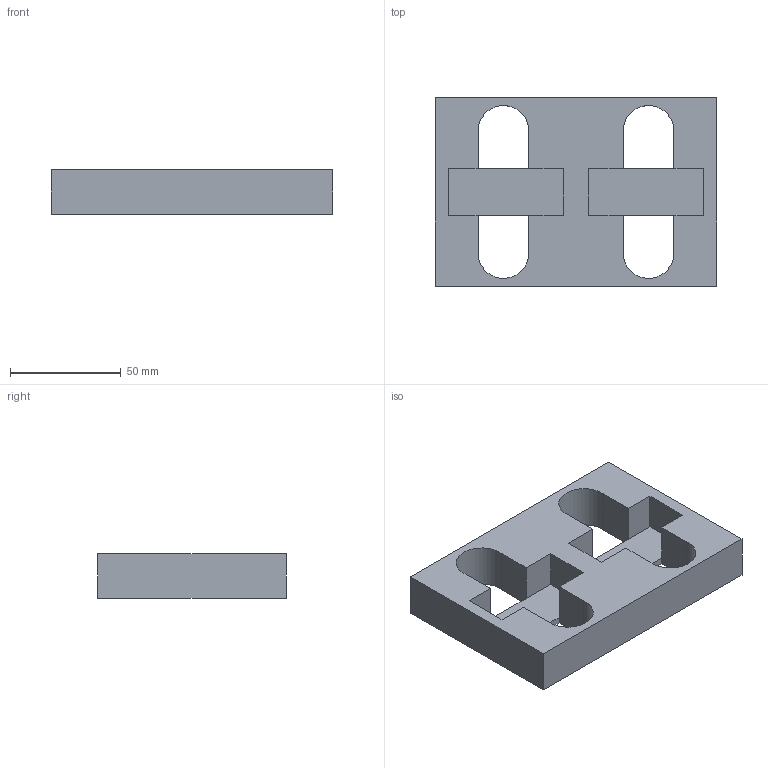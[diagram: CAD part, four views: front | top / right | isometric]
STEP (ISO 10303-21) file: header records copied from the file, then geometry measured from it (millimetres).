
FILE_DESCRIPTION(/* description */ (''),/* implementation_level */ '2;1');
FILE_NAME(/* name */ 'Wellplate_Dual_30mL_H_cells.step',/* time_stamp */ '2025-08-24T14:25:24-07:00',/* author */ (''),/* organization */ (''),/* preprocessor_version */ 'ST-DEVELOPER v20.1',/* originating_system */ 'Autodesk Translation Framework v14.10.0.0',/* authorisation */ '');
FILE_SCHEMA (('AUTOMOTIVE_DESIGN { 1 0 10303 214 3 1 1 }'));
Length unit declared in the file: millimetre
Products named in the file (1): 20250505_H_cell_holders_flipped
Bounding box: 127 x 85 x 20 mm (x, y, z)
Volume: 131004.4 mm3; surface area: 34585.4 mm2
Topology: 1 solids, 1 shells, 36 faces, 100 edges, 64 vertices
Faces by surface type: plane 32, cylinder 4
Entity records: 1177 total; most frequent: CARTESIAN_POINT 201, ORIENTED_EDGE 200, DIRECTION 182, EDGE_CURVE 100, LINE 92, VECTOR 92, VERTEX_POINT 64, AXIS2_PLACEMENT_3D 45
